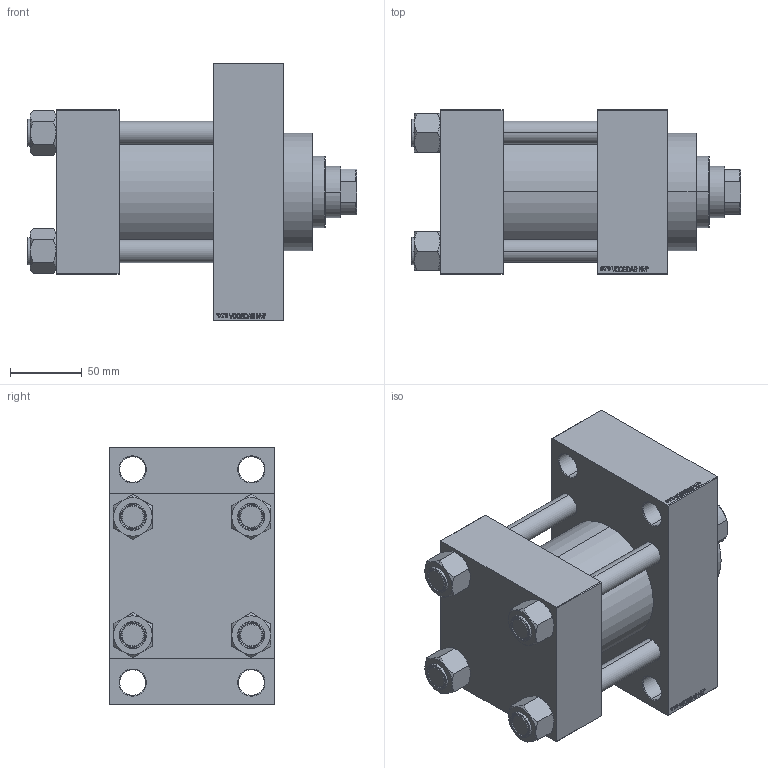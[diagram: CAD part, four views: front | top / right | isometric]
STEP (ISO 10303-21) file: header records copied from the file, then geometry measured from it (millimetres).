
FILE_DESCRIPTION (( 'STEP AP203' ), '1' );
FILE_NAME ('5b2d.STEP', '2022-04-16T22:36:58', ( '' ), ( '' ), 'SwSTEP 2.0', 'SolidWorks 2019', '' );
FILE_SCHEMA (( 'CONFIG_CONTROL_DESIGN' ));
Length unit declared in the file: millimetre
Products named in the file (6): V215CD_D_TYCINKA cdce9d6e9074282dd1306b50f36fc800; V215CD_VC_A cdce9d6e9074282dd1306b50f36fc800; V215CD_D_Body cdce9d6e9074282dd1306b50f36fc800; 5b2d; V215CD_VCP_D cdce9d6e9074282dd1306b50f36fc800; V215CD_NUT_M5_D cdce9d6e9074282dd1306b50f36fc800
Assembly tree (11 placements, depth 2):
  5b2d
    V215CD_D_Body cdce9d6e9074282dd1306b50f36fc800
    V215CD_VC_A cdce9d6e9074282dd1306b50f36fc800
    V215CD_VCP_D cdce9d6e9074282dd1306b50f36fc800
    V215CD_D_TYCINKA cdce9d6e9074282dd1306b50f36fc800  x4
    V215CD_NUT_M5_D cdce9d6e9074282dd1306b50f36fc800  x4
Bounding box: 230 x 115 x 180 mm (x, y, z)
Volume: 1979528.6 mm3; surface area: 296335.5 mm2
Topology: 11 solids, 11 shells, 1159 faces, 2919 edges, 1895 vertices
Faces by surface type: plane 547, bspline 368, cone 144, cylinder 92, torus 8
Entity records: 47895 total; most frequent: CARTESIAN_POINT 25228, ORIENTED_EDGE 5102, DIRECTION 3309, EDGE_CURVE 2551, VERTEX_POINT 1673, VECTOR 1533, LINE 1533, EDGE_LOOP 1136
